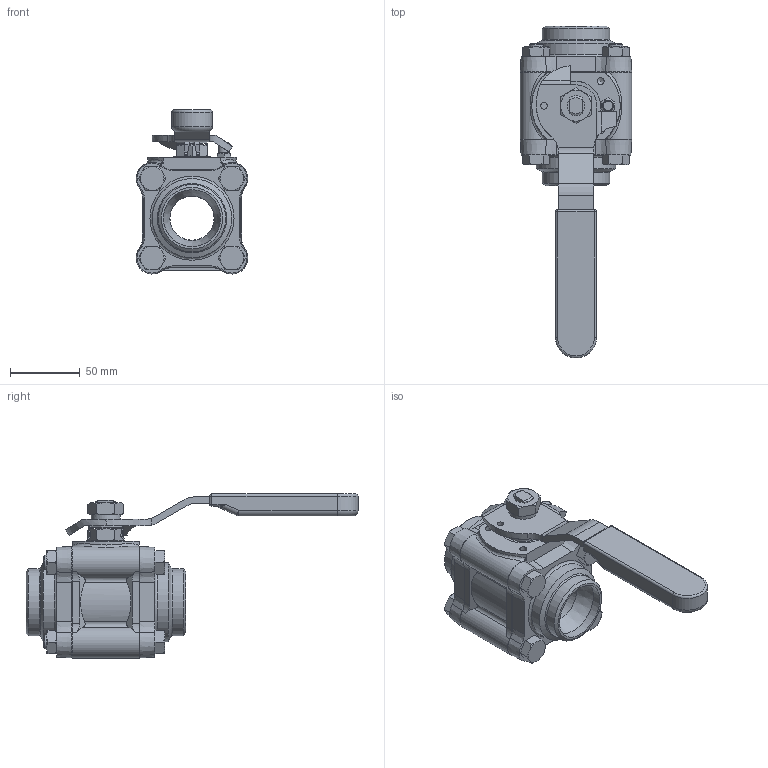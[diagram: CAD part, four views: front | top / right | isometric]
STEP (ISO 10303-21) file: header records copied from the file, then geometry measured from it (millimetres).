
FILE_DESCRIPTION((''),'2;1');
FILE_NAME('GA-A44-15-BWA-W-A-1.stp','2011-05-16T12:51:40',('jaday'),(''),'Autodesk Inventor 2009','Autodesk Inventor 2009','');
FILE_SCHEMA(('AUTOMOTIVE_DESIGN { 1 0 10303 214 1 1 1 1 }'));
Length unit declared in the file: millimetre
Products named in the file (12): GA-A44-15-BWA-W-A-1; GA-B04415-16254-A-1; GA-B04415-27100-A-1; GA-A44-15-STEM-BUILD-A-1; GA-B00015-06002-A-1; GA-B00015-52001-A-1; M10-8-080-110-A-1; M10-8-000-360-A-1; GA-B04415-01002-A-1; GA-B00015-34000-A-1; M14-0-000-5DS-A-1; GA-B00005-60130-A-1
Assembly tree (19 placements, depth 2):
  GA-A44-15-BWA-W-A-1
    GA-B04415-16254-A-1
    GA-B04415-27100-A-1  x2
    GA-A44-15-STEM-BUILD-A-1
    GA-B00015-06002-A-1  x2
    GA-B00015-52001-A-1
    M10-8-080-110-A-1  x4
    M10-8-000-360-A-1  x4
    GA-B04415-01002-A-1
    GA-B00015-34000-A-1
    M14-0-000-5DS-A-1
    GA-B00005-60130-A-1
Bounding box: 80.15 x 238.31 x 117.75 mm (x, y, z)
Volume: 469928 mm3; surface area: 132357.4 mm2
Topology: 19 solids, 19 shells, 529 faces, 1291 edges, 804 vertices
Faces by surface type: plane 214, cone 134, cylinder 125, bspline 48, sphere 6, torus 2
Full cylindrical faces by diameter (mm): 4.8 x1, 7.925 x1, 8.376 x4, 10 x4, 10.5 x12, 14.288 x1, 19.89 x1, 27 x1, 31.62 x1, 31.815 x2, 35.085 x1, 40.925 x2, 48.325 x2, 56.9 x2, 66.75 x2
Entity records: 12229 total; most frequent: CARTESIAN_POINT 3576, DIRECTION 1747, ORIENTED_EDGE 1702, EDGE_CURVE 851, AXIS2_PLACEMENT_3D 669, VERTEX_POINT 561, EDGE_LOOP 440, VECTOR 409
